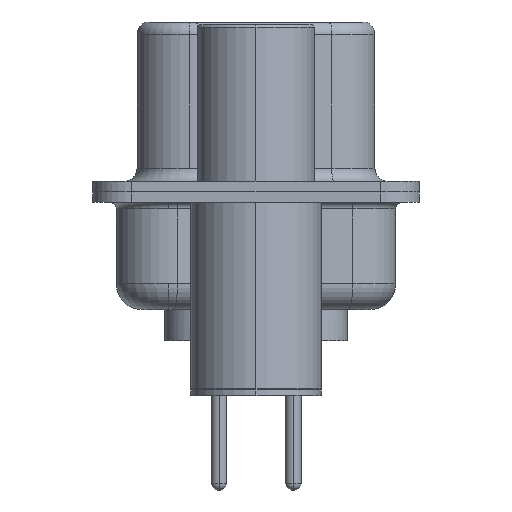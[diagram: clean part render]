
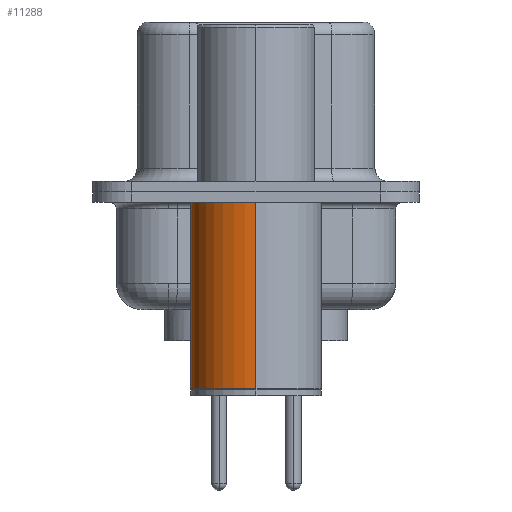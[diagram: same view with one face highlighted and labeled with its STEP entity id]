
A CAD part, left-side view. The second image highlights one B-rep face of the part: STEP entity #11288.
In plain terms, the highlighted cylindrical face has radius 2.5 mm (diameter 5 mm), a partial arc.
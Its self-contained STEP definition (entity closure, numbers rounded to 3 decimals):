
#132 = DIRECTION ( 'NONE',  ( 0., 0., 1. ) ) ;
#867 = CARTESIAN_POINT ( 'NONE',  ( 2.5, 0., -0.4 ) ) ;
#2298 = EDGE_CURVE ( 'NONE', #14501, #18573, #13911, .T. ) ;
#2644 = FACE_OUTER_BOUND ( 'NONE', #17207, .T. ) ;
#2746 = CYLINDRICAL_SURFACE ( 'NONE', #16529, 2.5 ) ;
#2790 = CARTESIAN_POINT ( 'NONE',  ( 2.5, 0., -7.525 ) ) ;
#3481 = DIRECTION ( 'NONE',  ( 0., 0., 1. ) ) ;
#3591 = AXIS2_PLACEMENT_3D ( 'NONE', #18249, #5835, #3889 ) ;
#3623 = EDGE_CURVE ( 'NONE', #14501, #8184, #15592, .T. ) ;
#3823 = VECTOR ( 'NONE', #18835, 1000. ) ;
#3889 = DIRECTION ( 'NONE',  ( 1., 0., 0. ) ) ;
#4119 = EDGE_CURVE ( 'NONE', #18573, #6876, #11623, .T. ) ;
#5835 = DIRECTION ( 'NONE',  ( 0., 0., 1. ) ) ;
#6336 = CARTESIAN_POINT ( 'NONE',  ( -2.5, 0., -7.525 ) ) ;
#6766 = ORIENTED_EDGE ( 'NONE', *, *, #3623, .T. ) ;
#6876 = VERTEX_POINT ( 'NONE', #12528 ) ;
#8103 = LINE ( 'NONE', #11871, #3823 ) ;
#8184 = VERTEX_POINT ( 'NONE', #6336 ) ;
#10222 = CARTESIAN_POINT ( 'NONE',  ( 0., 0., -0.4 ) ) ;
#10366 = ORIENTED_EDGE ( 'NONE', *, *, #12040, .T. ) ;
#11288 = ADVANCED_FACE ( 'NONE', ( #2644 ), #2746, .T. ) ;
#11623 = CIRCLE ( 'NONE', #14512, 2.5 ) ;
#11661 = DIRECTION ( 'NONE',  ( 0., 0., 1. ) ) ;
#11871 = CARTESIAN_POINT ( 'NONE',  ( -2.5, 0., 0.581 ) ) ;
#12040 = EDGE_CURVE ( 'NONE', #8184, #6876, #8103, .T. ) ;
#12528 = CARTESIAN_POINT ( 'NONE',  ( -2.5, 0., -0.4 ) ) ;
#13798 = CARTESIAN_POINT ( 'NONE',  ( 2.5, 0., 0.581 ) ) ;
#13911 = LINE ( 'NONE', #13798, #20694 ) ;
#14501 = VERTEX_POINT ( 'NONE', #2790 ) ;
#14512 = AXIS2_PLACEMENT_3D ( 'NONE', #10222, #3481, #17171 ) ;
#15592 = CIRCLE ( 'NONE', #3591, 2.5 ) ;
#16529 = AXIS2_PLACEMENT_3D ( 'NONE', #20356, #11661, #18613 ) ;
#17099 = ORIENTED_EDGE ( 'NONE', *, *, #2298, .F. ) ;
#17171 = DIRECTION ( 'NONE',  ( 1., 0., 0. ) ) ;
#17207 = EDGE_LOOP ( 'NONE', ( #6766, #10366, #17634, #17099 ) ) ;
#17634 = ORIENTED_EDGE ( 'NONE', *, *, #4119, .F. ) ;
#18249 = CARTESIAN_POINT ( 'NONE',  ( 0., 0., -7.525 ) ) ;
#18573 = VERTEX_POINT ( 'NONE', #867 ) ;
#18613 = DIRECTION ( 'NONE',  ( 1., 0., 0. ) ) ;
#18835 = DIRECTION ( 'NONE',  ( 0., 0., 1. ) ) ;
#20356 = CARTESIAN_POINT ( 'NONE',  ( 0., 0., 0.581 ) ) ;
#20694 = VECTOR ( 'NONE', #132, 1000. ) ;
